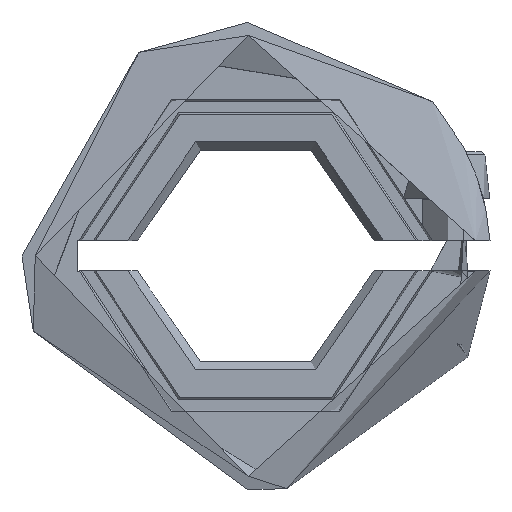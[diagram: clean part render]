
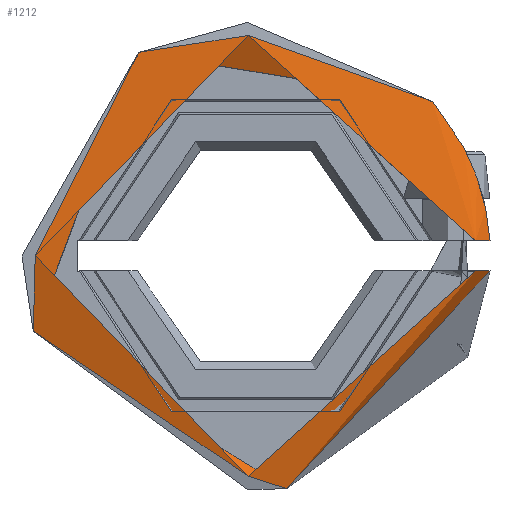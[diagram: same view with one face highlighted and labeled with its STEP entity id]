
A CAD part, top view. The second image highlights one B-rep face of the part: STEP entity #1212.
In plain terms, the highlighted toroidal (fillet/blend) face has major radius 11.738 mm and minor radius 0.762 mm.
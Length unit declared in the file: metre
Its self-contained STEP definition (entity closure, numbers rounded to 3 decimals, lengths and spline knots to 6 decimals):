
#61=TOROIDAL_SURFACE('',#1322,0.011738,0.000762);
#122=FACE_OUTER_BOUND('',#191,.T.);
#191=EDGE_LOOP('',(#984,#985,#986,#987,#988,#989));
#232=CIRCLE('',#1296,0.0125);
#234=CIRCLE('',#1300,0.0125);
#243=CIRCLE('',#1323,0.011738);
#299=B_SPLINE_CURVE_WITH_KNOTS('',3,(#4478,#4479,#4480,#4481,#4482,#4483,
#4484,#4485,#4486,#4487),.UNSPECIFIED.,.F.,.F.,(4,2,2,2,4),(-0.451925,
-0.423732,-0.39551,-0.367248,-0.338951),
 .UNSPECIFIED.);
#306=B_SPLINE_CURVE_WITH_KNOTS('',3,(#4604,#4605,#4606,#4607,#4608,#4609,
#4610,#4611,#4612,#4613),.UNSPECIFIED.,.F.,.F.,(4,2,2,2,4),(-0.451925,
-0.423732,-0.39551,-0.367248,-0.338951),
 .UNSPECIFIED.);
#312=B_SPLINE_CURVE_WITH_KNOTS('',3,(#4694,#4695,#4696,#4697,#4698,#4699,
#4700,#4701,#4702,#4703,#4704,#4705,#4706,#4707,#4708,#4709),
 .UNSPECIFIED.,.F.,.F.,(4,2,2,2,2,2,2,4),(0.,0.08016,
0.110434,0.129404,0.146787,0.169426,
0.218697,0.287869),.UNSPECIFIED.);
#521=VERTEX_POINT('',#4475);
#522=VERTEX_POINT('',#4477);
#536=VERTEX_POINT('',#4551);
#545=VERTEX_POINT('',#4602);
#547=VERTEX_POINT('',#4644);
#550=VERTEX_POINT('',#4693);
#661=EDGE_CURVE('',#521,#522,#299,.T.);
#687=EDGE_CURVE('',#536,#545,#306,.T.);
#692=EDGE_CURVE('',#547,#536,#232,.T.);
#695=EDGE_CURVE('',#547,#550,#312,.T.);
#700=EDGE_CURVE('',#550,#521,#234,.T.);
#730=EDGE_CURVE('',#545,#522,#243,.T.);
#984=ORIENTED_EDGE('',*,*,#695,.F.);
#985=ORIENTED_EDGE('',*,*,#692,.T.);
#986=ORIENTED_EDGE('',*,*,#687,.T.);
#987=ORIENTED_EDGE('',*,*,#730,.T.);
#988=ORIENTED_EDGE('',*,*,#661,.F.);
#989=ORIENTED_EDGE('',*,*,#700,.F.);
#1212=ADVANCED_FACE('',(#122),#61,.T.);
#1296=AXIS2_PLACEMENT_3D('',#4665,#1468,#1469);
#1300=AXIS2_PLACEMENT_3D('',#4723,#1478,#1479);
#1322=AXIS2_PLACEMENT_3D('',#4783,#1543,#1544);
#1323=AXIS2_PLACEMENT_3D('',#4784,#1545,#1546);
#1468=DIRECTION('center_axis',(0.,0.,1.));
#1469=DIRECTION('ref_axis',(-1.,0.,0.));
#1478=DIRECTION('center_axis',(0.,0.,-1.));
#1479=DIRECTION('ref_axis',(0.887,0.463,0.));
#1543=DIRECTION('center_axis',(0.,0.,1.));
#1544=DIRECTION('ref_axis',(-1.,0.,0.));
#1545=DIRECTION('center_axis',(0.,0.,-1.));
#1546=DIRECTION('ref_axis',(0.998,-0.068,0.));
#4475=CARTESIAN_POINT('',(0.023006,0.038691,0.069871));
#4477=CARTESIAN_POINT('',(0.022242,0.038691,0.070633));
#4478=CARTESIAN_POINT('Ctrl Pts',(0.023006,0.038691,0.069871));
#4479=CARTESIAN_POINT('Ctrl Pts',(0.023006,0.038691,0.069965));
#4480=CARTESIAN_POINT('Ctrl Pts',(0.022984,0.038691,0.070075));
#4481=CARTESIAN_POINT('Ctrl Pts',(0.022912,0.038691,0.070249));
#4482=CARTESIAN_POINT('Ctrl Pts',(0.022849,0.038691,0.070343));
#4483=CARTESIAN_POINT('Ctrl Pts',(0.022716,0.038691,0.070476));
#4484=CARTESIAN_POINT('Ctrl Pts',(0.022622,0.038691,0.070538));
#4485=CARTESIAN_POINT('Ctrl Pts',(0.022448,0.038691,0.070611));
#4486=CARTESIAN_POINT('Ctrl Pts',(0.022337,0.038691,0.070633));
#4487=CARTESIAN_POINT('Ctrl Pts',(0.022242,0.038691,0.070633));
#4551=CARTESIAN_POINT('',(0.023006,0.03709,0.069871));
#4602=CARTESIAN_POINT('',(0.022242,0.03709,0.070633));
#4604=CARTESIAN_POINT('Ctrl Pts',(0.023006,0.03709,0.069871));
#4605=CARTESIAN_POINT('Ctrl Pts',(0.023006,0.03709,0.069965));
#4606=CARTESIAN_POINT('Ctrl Pts',(0.022984,0.03709,0.070075));
#4607=CARTESIAN_POINT('Ctrl Pts',(0.022912,0.03709,0.070249));
#4608=CARTESIAN_POINT('Ctrl Pts',(0.022849,0.03709,0.070343));
#4609=CARTESIAN_POINT('Ctrl Pts',(0.022716,0.03709,0.070476));
#4610=CARTESIAN_POINT('Ctrl Pts',(0.022622,0.03709,0.070538));
#4611=CARTESIAN_POINT('Ctrl Pts',(0.022448,0.03709,0.070611));
#4612=CARTESIAN_POINT('Ctrl Pts',(0.022337,0.03709,0.070633));
#4613=CARTESIAN_POINT('Ctrl Pts',(0.022242,0.03709,0.070633));
#4644=CARTESIAN_POINT('',(0.01995,0.046109,0.069871));
#4665=CARTESIAN_POINT('Origin',(0.010532,0.037891,0.069871));
#4693=CARTESIAN_POINT('',(0.021613,0.043674,0.069871));
#4694=CARTESIAN_POINT('Ctrl Pts',(0.01995,0.046109,
0.069871));
#4695=CARTESIAN_POINT('Ctrl Pts',(0.02012,0.045914,
0.069934));
#4696=CARTESIAN_POINT('Ctrl Pts',(0.020291,0.045695,
0.069975));
#4697=CARTESIAN_POINT('Ctrl Pts',(0.020513,0.045397,
0.070006));
#4698=CARTESIAN_POINT('Ctrl Pts',(0.020573,0.045314,
0.070012));
#4699=CARTESIAN_POINT('Ctrl Pts',(0.020671,0.045177,
0.070018));
#4700=CARTESIAN_POINT('Ctrl Pts',(0.020708,0.045124,
0.070019));
#4701=CARTESIAN_POINT('Ctrl Pts',(0.02078,0.045022,
0.07002));
#4702=CARTESIAN_POINT('Ctrl Pts',(0.020814,0.044973,
0.07002));
#4703=CARTESIAN_POINT('Ctrl Pts',(0.020892,0.044859,
0.070018));
#4704=CARTESIAN_POINT('Ctrl Pts',(0.020936,0.044795,
0.070016));
#4705=CARTESIAN_POINT('Ctrl Pts',(0.021074,0.044587,
0.070004));
#4706=CARTESIAN_POINT('Ctrl Pts',(0.021167,0.044443,
0.069991));
#4707=CARTESIAN_POINT('Ctrl Pts',(0.021383,0.044093,
0.069947));
#4708=CARTESIAN_POINT('Ctrl Pts',(0.021503,0.043886,
0.069912));
#4709=CARTESIAN_POINT('Ctrl Pts',(0.021613,0.043674,
0.069871));
#4723=CARTESIAN_POINT('Origin',(0.010532,0.037891,0.069871));
#4783=CARTESIAN_POINT('Origin',(0.010532,0.037891,0.069871));
#4784=CARTESIAN_POINT('Origin',(0.010532,0.037891,0.070633));
